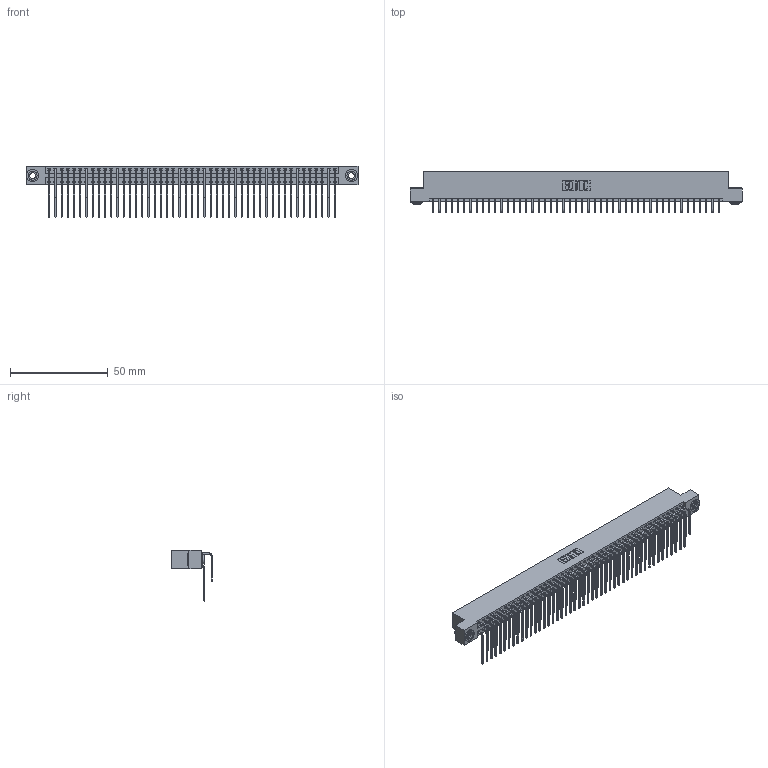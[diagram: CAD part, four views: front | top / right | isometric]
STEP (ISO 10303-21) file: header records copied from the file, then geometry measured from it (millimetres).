
FILE_DESCRIPTION (( 'STEP AP203' ), '1' );
FILE_NAME ('346-094-559-203.STEP', '2022-05-26T15:17:37', ( '' ), ( '' ), 'SwSTEP 2.0', 'SolidWorks 2020', '' );
FILE_SCHEMA (( 'CONFIG_CONTROL_DESIGN' ));
Length unit declared in the file: inch
Products named in the file (5): 345-292-001_559 Tail - 2; 346 Part_Flush Mounting Lugs - 0.156 Dia-TH; 345-250-002_345-250-002-102; 346-094-559-203; 345-292-001_558 559 Tail - 1
Assembly tree (97 placements, depth 2):
  346-094-559-203
    346 Part_Flush Mounting Lugs - 0.156 Dia-TH
    345-292-001_558 559 Tail - 1  x47
    345-292-001_559 Tail - 2  x47
    345-250-002_345-250-002-102  x2
Bounding box: 169.8 x 20.89 x 26.16 mm (x, y, z)
Volume: 17139.9 mm3; surface area: 26488.7 mm2
Topology: 97 solids, 97 shells, 5250 faces, 15575 edges, 10254 vertices
Faces by surface type: plane 3578, cylinder 1664, cone 8
Entity records: 32850 total; most frequent: CARTESIAN_POINT 5440, ORIENTED_EDGE 5314, DIRECTION 4847, EDGE_CURVE 2657, LINE 2273, VECTOR 2273, VERTEX_POINT 1766, AXIS2_PLACEMENT_3D 1287
